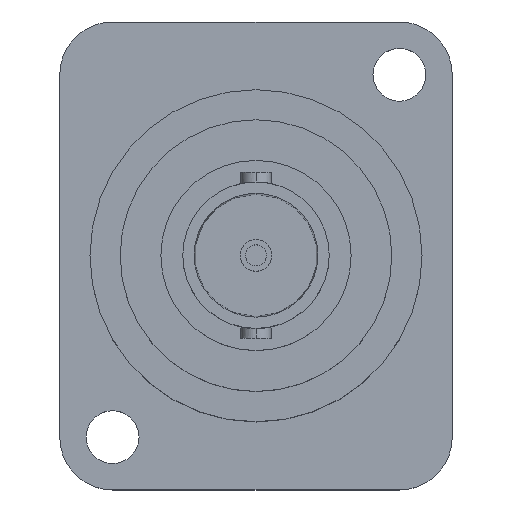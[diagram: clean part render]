
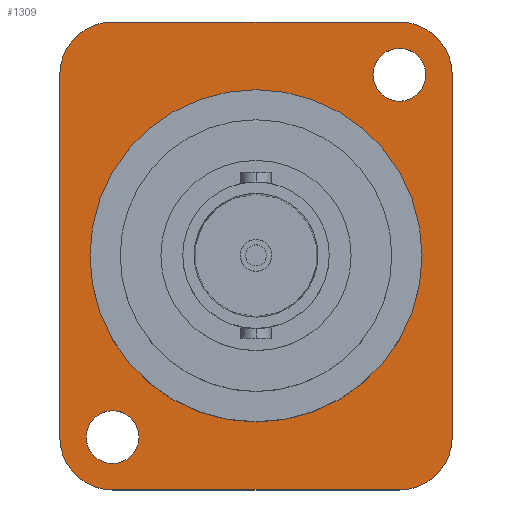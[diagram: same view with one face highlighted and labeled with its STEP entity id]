
A CAD part, top view. The second image highlights one B-rep face of the part: STEP entity #1309.
In plain terms, the highlighted planar face has unit normal (0, 0, 1).
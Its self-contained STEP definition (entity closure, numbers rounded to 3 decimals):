
#216=CARTESIAN_POINT('',(9.5,12.,0.));
#217=DIRECTION('',(0.,0.,1.));
#218=DIRECTION('',(1.,0.,0.));
#219=AXIS2_PLACEMENT_3D('',#216,#217,#218);
#221=CARTESIAN_POINT('',(9.5,12.,0.));
#222=DIRECTION('',(0.,0.,1.));
#223=DIRECTION('',(-1.,0.,0.));
#224=AXIS2_PLACEMENT_3D('',#221,#222,#223);
#226=CARTESIAN_POINT('',(-9.5,-12.,0.));
#227=DIRECTION('',(0.,0.,1.));
#228=DIRECTION('',(1.,0.,0.));
#229=AXIS2_PLACEMENT_3D('',#226,#227,#228);
#231=CARTESIAN_POINT('',(-9.5,-12.,0.));
#232=DIRECTION('',(0.,0.,1.));
#233=DIRECTION('',(-1.,0.,0.));
#234=AXIS2_PLACEMENT_3D('',#231,#232,#233);
#236=CARTESIAN_POINT('',(9.5,12.,0.));
#237=DIRECTION('',(0.,0.,1.));
#238=DIRECTION('',(1.,0.,0.));
#239=AXIS2_PLACEMENT_3D('',#236,#237,#238);
#241=DIRECTION('',(0.,-1.,0.));
#242=VECTOR('',#241,24.);
#243=CARTESIAN_POINT('',(13.,12.,0.));
#244=LINE('',#243,#242);
#245=CARTESIAN_POINT('',(9.5,-12.,0.));
#246=DIRECTION('',(0.,0.,1.));
#247=DIRECTION('',(0.,-1.,0.));
#248=AXIS2_PLACEMENT_3D('',#245,#246,#247);
#250=DIRECTION('',(-1.,0.,0.));
#251=VECTOR('',#250,19.);
#252=CARTESIAN_POINT('',(9.5,-15.5,0.));
#253=LINE('',#252,#251);
#254=CARTESIAN_POINT('',(-9.5,-12.,0.));
#255=DIRECTION('',(0.,0.,1.));
#256=DIRECTION('',(-1.,0.,0.));
#257=AXIS2_PLACEMENT_3D('',#254,#255,#256);
#259=DIRECTION('',(0.,1.,0.));
#260=VECTOR('',#259,24.);
#261=CARTESIAN_POINT('',(-13.,-12.,0.));
#262=LINE('',#261,#260);
#263=CARTESIAN_POINT('',(-9.5,12.,0.));
#264=DIRECTION('',(0.,0.,1.));
#265=DIRECTION('',(0.,1.,0.));
#266=AXIS2_PLACEMENT_3D('',#263,#264,#265);
#268=DIRECTION('',(1.,0.,0.));
#269=VECTOR('',#268,19.);
#270=CARTESIAN_POINT('',(-9.5,15.5,0.));
#271=LINE('',#270,#269);
#272=CARTESIAN_POINT('',(0.,0.,0.));
#273=DIRECTION('',(0.,0.,-1.));
#274=DIRECTION('',(0.,1.,0.));
#275=AXIS2_PLACEMENT_3D('',#272,#273,#274);
#285=CARTESIAN_POINT('',(0.,0.,0.));
#286=DIRECTION('',(0.,0.,1.));
#287=DIRECTION('',(0.,1.,0.));
#288=AXIS2_PLACEMENT_3D('',#285,#286,#287);
#1068=CARTESIAN_POINT('',(0.,11.,0.));
#1070=VERTEX_POINT('',#1068);
#1080=CARTESIAN_POINT('',(0.,-11.,0.));
#1082=VERTEX_POINT('',#1080);
#1108=CARTESIAN_POINT('',(11.25,12.,0.));
#1109=CARTESIAN_POINT('',(7.75,12.,0.));
#1110=VERTEX_POINT('',#1108);
#1111=VERTEX_POINT('',#1109);
#1112=CARTESIAN_POINT('',(-7.75,-12.,0.));
#1113=CARTESIAN_POINT('',(-11.25,-12.,0.));
#1114=VERTEX_POINT('',#1112);
#1115=VERTEX_POINT('',#1113);
#1116=CARTESIAN_POINT('',(13.,12.,0.));
#1117=CARTESIAN_POINT('',(9.5,15.5,0.));
#1118=VERTEX_POINT('',#1116);
#1119=VERTEX_POINT('',#1117);
#1120=CARTESIAN_POINT('',(13.,-12.,0.));
#1121=VERTEX_POINT('',#1120);
#1122=CARTESIAN_POINT('',(9.5,-15.5,0.));
#1123=VERTEX_POINT('',#1122);
#1124=CARTESIAN_POINT('',(-9.5,-15.5,0.));
#1125=VERTEX_POINT('',#1124);
#1126=CARTESIAN_POINT('',(-13.,-12.,0.));
#1127=VERTEX_POINT('',#1126);
#1128=CARTESIAN_POINT('',(-13.,12.,0.));
#1129=VERTEX_POINT('',#1128);
#1130=CARTESIAN_POINT('',(-9.5,15.5,0.));
#1131=VERTEX_POINT('',#1130);
#1268=CARTESIAN_POINT('',(0.,0.,0.));
#1269=DIRECTION('',(0.,0.,-1.));
#1270=DIRECTION('',(0.,-1.,0.));
#1271=AXIS2_PLACEMENT_3D('',#1268,#1269,#1270);
#1272=PLANE('',#1271);
#1274=ORIENTED_EDGE('',*,*,#1273,.F.);
#1276=ORIENTED_EDGE('',*,*,#1275,.T.);
#1278=ORIENTED_EDGE('',*,*,#1277,.F.);
#1280=ORIENTED_EDGE('',*,*,#1279,.T.);
#1282=ORIENTED_EDGE('',*,*,#1281,.F.);
#1284=ORIENTED_EDGE('',*,*,#1283,.T.);
#1286=ORIENTED_EDGE('',*,*,#1285,.F.);
#1288=ORIENTED_EDGE('',*,*,#1287,.T.);
#1289=EDGE_LOOP('',(#1274,#1276,#1278,#1280,#1282,#1284,#1286,#1288));
#1290=FACE_OUTER_BOUND('',#1289,.F.);
#1292=ORIENTED_EDGE('',*,*,#1291,.T.);
#1294=ORIENTED_EDGE('',*,*,#1293,.T.);
#1295=EDGE_LOOP('',(#1292,#1294));
#1296=FACE_BOUND('',#1295,.F.);
#1298=ORIENTED_EDGE('',*,*,#1297,.T.);
#1300=ORIENTED_EDGE('',*,*,#1299,.T.);
#1301=EDGE_LOOP('',(#1298,#1300));
#1302=FACE_BOUND('',#1301,.F.);
#1304=ORIENTED_EDGE('',*,*,#1303,.F.);
#1306=ORIENTED_EDGE('',*,*,#1305,.T.);
#1307=EDGE_LOOP('',(#1304,#1306));
#1308=FACE_BOUND('',#1307,.F.);
#220=CIRCLE('',#219,1.75);
#225=CIRCLE('',#224,1.75);
#230=CIRCLE('',#229,1.75);
#235=CIRCLE('',#234,1.75);
#240=CIRCLE('',#239,3.5);
#249=CIRCLE('',#248,3.5);
#258=CIRCLE('',#257,3.5);
#267=CIRCLE('',#266,3.5);
#276=CIRCLE('',#275,11.);
#289=CIRCLE('',#288,11.);
#1273=EDGE_CURVE('',#1118,#1119,#240,.T.);
#1275=EDGE_CURVE('',#1118,#1121,#244,.T.);
#1277=EDGE_CURVE('',#1123,#1121,#249,.T.);
#1279=EDGE_CURVE('',#1123,#1125,#253,.T.);
#1281=EDGE_CURVE('',#1127,#1125,#258,.T.);
#1283=EDGE_CURVE('',#1127,#1129,#262,.T.);
#1285=EDGE_CURVE('',#1131,#1129,#267,.T.);
#1287=EDGE_CURVE('',#1131,#1119,#271,.T.);
#1291=EDGE_CURVE('',#1110,#1111,#220,.T.);
#1293=EDGE_CURVE('',#1111,#1110,#225,.T.);
#1297=EDGE_CURVE('',#1114,#1115,#230,.T.);
#1299=EDGE_CURVE('',#1115,#1114,#235,.T.);
#1303=EDGE_CURVE('',#1070,#1082,#276,.T.);
#1305=EDGE_CURVE('',#1070,#1082,#289,.T.);
#1309=ADVANCED_FACE('',(#1290,#1296,#1302,#1308),#1272,.F.);
